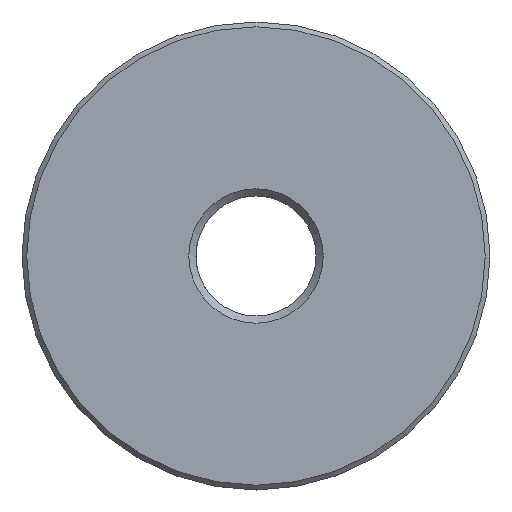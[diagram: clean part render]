
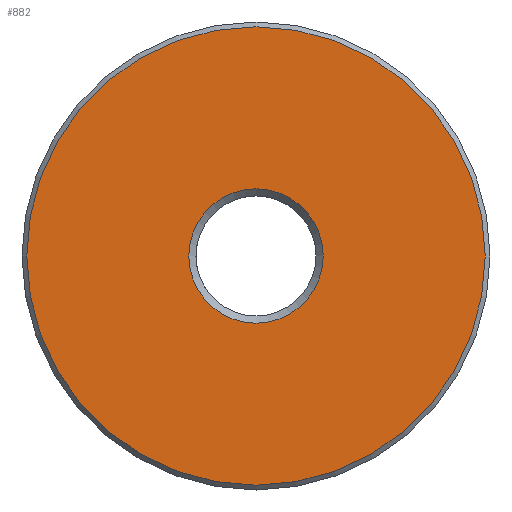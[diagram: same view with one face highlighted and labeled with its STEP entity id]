
A CAD part, front view. The second image highlights one B-rep face of the part: STEP entity #882.
In plain terms, the highlighted planar face has unit normal (0, -1, 0).
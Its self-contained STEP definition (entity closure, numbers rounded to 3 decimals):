
#820 = VERTEX_POINT('',#821);
#821 = CARTESIAN_POINT('',(0.,-4.7,2.8));
#829 = EDGE_CURVE('',#820,#820,#830,.T.);
#830 = CIRCLE('',#831,2.8);
#831 = AXIS2_PLACEMENT_3D('',#832,#833,#834);
#832 = CARTESIAN_POINT('',(0.,-4.7,0.)
  );
#833 = DIRECTION('',(0.,1.,0.));
#834 = DIRECTION('',(0.,0.,1.));
#882 = ADVANCED_FACE('',(#883,#894),#897,.T.);
#883 = FACE_BOUND('',#884,.T.);
#884 = EDGE_LOOP('',(#885));
#885 = ORIENTED_EDGE('',*,*,#886,.F.);
#886 = EDGE_CURVE('',#887,#887,#889,.T.);
#887 = VERTEX_POINT('',#888);
#888 = CARTESIAN_POINT('',(0.,-4.7,9.55));
#889 = CIRCLE('',#890,9.55);
#890 = AXIS2_PLACEMENT_3D('',#891,#892,#893);
#891 = CARTESIAN_POINT('',(0.,-4.7,0.)
  );
#892 = DIRECTION('',(0.,1.,0.));
#893 = DIRECTION('',(0.,0.,1.));
#894 = FACE_BOUND('',#895,.T.);
#895 = EDGE_LOOP('',(#896));
#896 = ORIENTED_EDGE('',*,*,#829,.T.);
#897 = PLANE('',#898);
#898 = AXIS2_PLACEMENT_3D('',#899,#900,#901);
#899 = CARTESIAN_POINT('',(0.,-4.7,0.));
#900 = DIRECTION('',(0.,-1.,0.));
#901 = DIRECTION('',(0.,0.,-1.));
